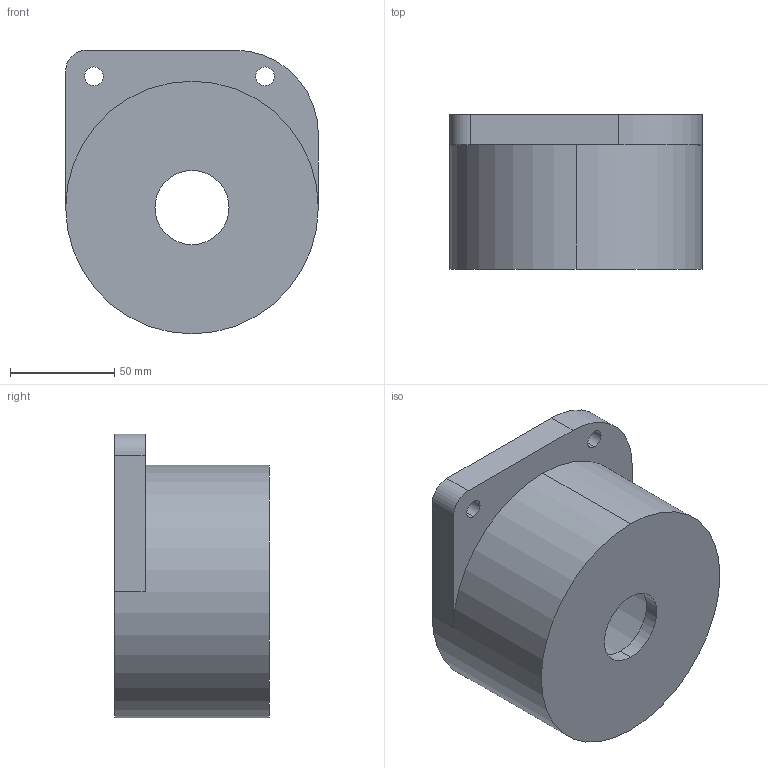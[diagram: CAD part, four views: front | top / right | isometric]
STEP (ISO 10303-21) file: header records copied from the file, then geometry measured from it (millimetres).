
FILE_DESCRIPTION (( 'STEP AP214' ), '1' );
FILE_NAME ('Äåòàëü1.STEP', '2022-11-09T14:11:08', ( '' ), ( '' ), 'SwSTEP 2.0', 'SolidWorks 2016', '' );
FILE_SCHEMA (( 'AUTOMOTIVE_DESIGN' ));
Length unit declared in the file: millimetre
Products named in the file (1): 櫻蠉錪1
Bounding box: 121 x 74 x 135.89 mm (x, y, z)
Volume: 283298.4 mm3; surface area: 79905.3 mm2
Topology: 1 solids, 1 shells, 19 faces, 48 edges, 32 vertices
Faces by surface type: cylinder 12, plane 7
Entity records: 634 total; most frequent: DIRECTION 114, CARTESIAN_POINT 100, ORIENTED_EDGE 96, EDGE_CURVE 48, AXIS2_PLACEMENT_3D 46, VERTEX_POINT 32, EDGE_LOOP 26, CIRCLE 26
